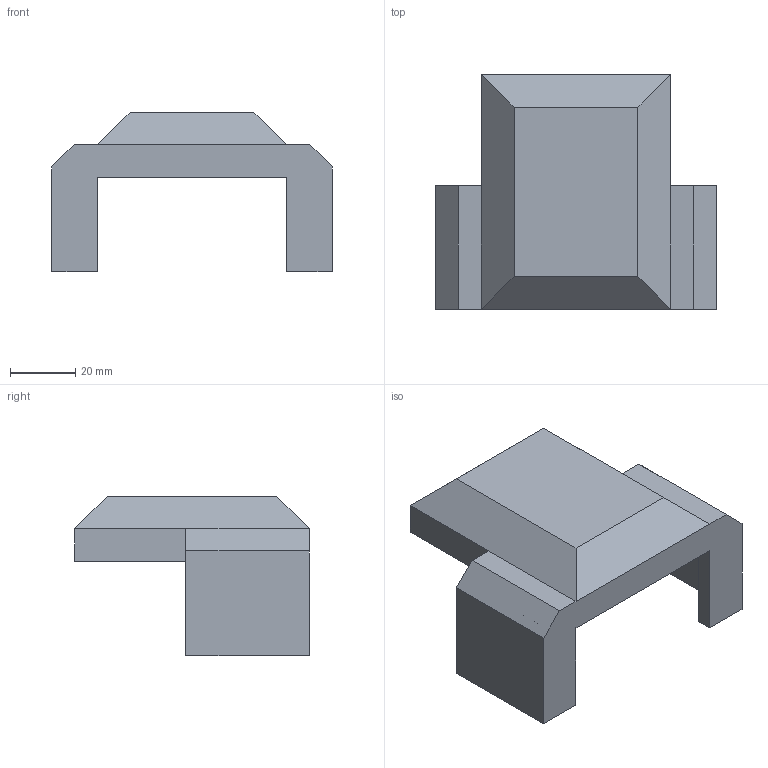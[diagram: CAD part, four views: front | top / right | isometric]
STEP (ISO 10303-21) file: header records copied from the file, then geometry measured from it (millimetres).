
FILE_DESCRIPTION(('HOOPS Exchange Step'),'2;1');
FILE_NAME('temp_export','2023-01-03T23:17:58+08:00',('mobile'),('Shapr3D Limited'),'HOOPS Exchange 2022.1','Shapr3D','Authorized');
FILE_SCHEMA( ('AUTOMOTIVE_DESIGN { 1 0 10303 214 1 1 1 1 }') );
Length unit declared in the file: millimetre
Products named in the file (1): Motor Cap New (Unvalidated)
Bounding box: 86 x 72 x 49 mm (x, y, z)
Volume: 54332 mm3; surface area: 23380.8 mm2
Topology: 1 solids, 1 shells, 46 faces, 126 edges, 82 vertices
Faces by surface type: plane 46
Entity records: 1446 total; most frequent: CARTESIAN_POINT 255, ORIENTED_EDGE 252, DIRECTION 220, VECTOR 126, LINE 126, EDGE_CURVE 126, VERTEX_POINT 82, AXIS2_PLACEMENT_3D 47
